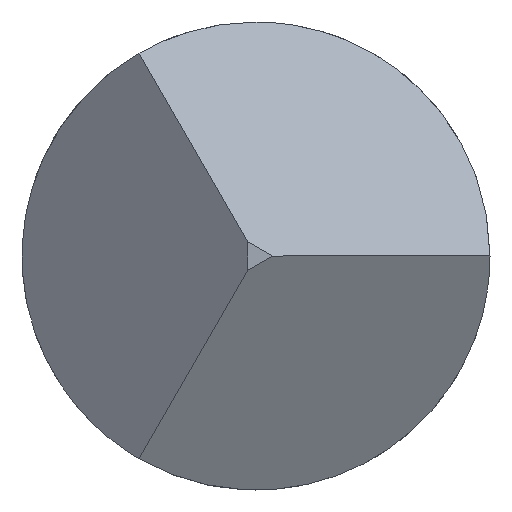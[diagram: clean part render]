
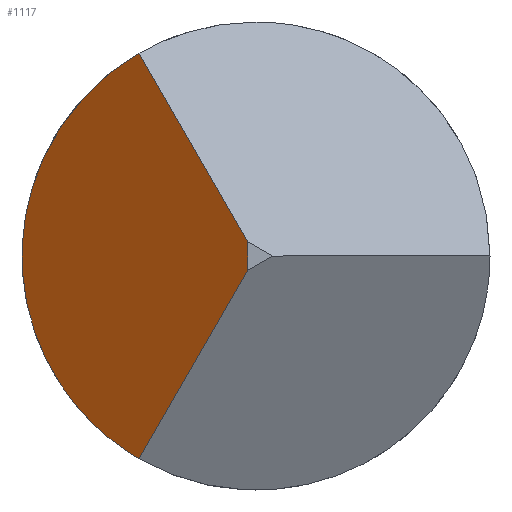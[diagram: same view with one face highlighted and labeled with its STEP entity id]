
A CAD part, left-side view. The second image highlights one B-rep face of the part: STEP entity #1117.
In plain terms, the highlighted planar face has unit normal (-0.799, 0.602, 0).
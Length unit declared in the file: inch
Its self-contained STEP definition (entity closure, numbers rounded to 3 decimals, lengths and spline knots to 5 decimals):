
#168 = DIRECTION ( 'NONE',  ( -0.602, -0.799, 0. ) ) ;
#179 = CARTESIAN_POINT ( 'NONE',  ( -0.28278, 0.02625, -0.00909 ) ) ;
#195 = VERTEX_POINT ( 'NONE', #1424 ) ;
#199 = EDGE_CURVE ( 'NONE', #576, #195, #1330, .T. ) ;
#236 = DIRECTION ( 'NONE',  ( -0.353, -0.468, 0.81 ) ) ;
#277 = VECTOR ( 'NONE', #236, 39.37008 ) ;
#309 = CARTESIAN_POINT ( 'NONE',  ( -0.29465, 0.0105, 0.01819 ) ) ;
#311 = DIRECTION ( 'NONE',  ( -0.799, 0.602, 0. ) ) ;
#332 = CARTESIAN_POINT ( 'NONE',  ( -0.302, 0.00075, 0.0013 ) ) ;
#359 = ORIENTED_EDGE ( 'NONE', *, *, #1451, .T. ) ;
#443 = CARTESIAN_POINT ( 'NONE',  ( -0.302, 0.00075, 0.46631 ) ) ;
#538 = CARTESIAN_POINT ( 'NONE',  ( -0.29465, 0.0105, -0.01819 ) ) ;
#576 = VERTEX_POINT ( 'NONE', #332 ) ;
#609 = ORIENTED_EDGE ( 'NONE', *, *, #1858, .T. ) ;
#611 = CARTESIAN_POINT ( 'NONE',  ( -0.302, 0.00075, 0.46631 ) ) ;
#612 = ORIENTED_EDGE ( 'NONE', *, *, #199, .F. ) ;
#635 = LINE ( 'NONE', #1407, #277 ) ;
#685 = CARTESIAN_POINT ( 'NONE',  ( -0.16913, 0.17707, 0.3067 ) ) ;
#748 = EDGE_LOOP ( 'NONE', ( #612, #1566, #609, #359 ) ) ;
#838 = CARTESIAN_POINT ( 'NONE',  ( -0.28278, 0.02625, 0.00909 ) ) ;
#850 = CARTESIAN_POINT ( 'NONE',  ( -0.29465, 0.0105, -0.01819 ) ) ;
#856 = LINE ( 'NONE', #685, #1479 ) ;
#874 =( BOUNDED_CURVE ( )  B_SPLINE_CURVE ( 3, ( #309, #838, #179, #850 ),
 .UNSPECIFIED., .F., .F. ) 
 B_SPLINE_CURVE_WITH_KNOTS ( ( 4, 4 ),
 ( 2.0944, 4.18879 ),
 .UNSPECIFIED. ) 
 CURVE ( )  GEOMETRIC_REPRESENTATION_ITEM ( )  RATIONAL_B_SPLINE_CURVE ( ( 1., 0.667, 0.667, 1. ) ) 
 REPRESENTATION_ITEM ( '' )  );
#1117 = ADVANCED_FACE ( 'NONE', ( #1618 ), #1129, .T. ) ;
#1129 = PLANE ( 'NONE',  #1237 ) ;
#1139 = VERTEX_POINT ( 'NONE', #1762 ) ;
#1237 = AXIS2_PLACEMENT_3D ( 'NONE', #443, #311, #168 ) ;
#1330 = LINE ( 'NONE', #611, #1543 ) ;
#1407 = CARTESIAN_POINT ( 'NONE',  ( -0.43561, -0.17656, 0.30581 ) ) ;
#1424 = CARTESIAN_POINT ( 'NONE',  ( -0.302, 0.00075, -0.0013 ) ) ;
#1451 = EDGE_CURVE ( 'NONE', #1643, #195, #635, .T. ) ;
#1479 = VECTOR ( 'NONE', #1734, 39.37008 ) ;
#1543 = VECTOR ( 'NONE', #1718, 39.37008 ) ;
#1566 = ORIENTED_EDGE ( 'NONE', *, *, #1727, .T. ) ;
#1618 = FACE_OUTER_BOUND ( 'NONE', #748, .T. ) ;
#1643 = VERTEX_POINT ( 'NONE', #538 ) ;
#1718 = DIRECTION ( 'NONE',  ( 0., 0., -1. ) ) ;
#1727 = EDGE_CURVE ( 'NONE', #576, #1139, #856, .T. ) ;
#1734 = DIRECTION ( 'NONE',  ( 0.353, 0.468, 0.81 ) ) ;
#1762 = CARTESIAN_POINT ( 'NONE',  ( -0.29465, 0.0105, 0.01819 ) ) ;
#1858 = EDGE_CURVE ( 'NONE', #1139, #1643, #874, .T. ) ;
